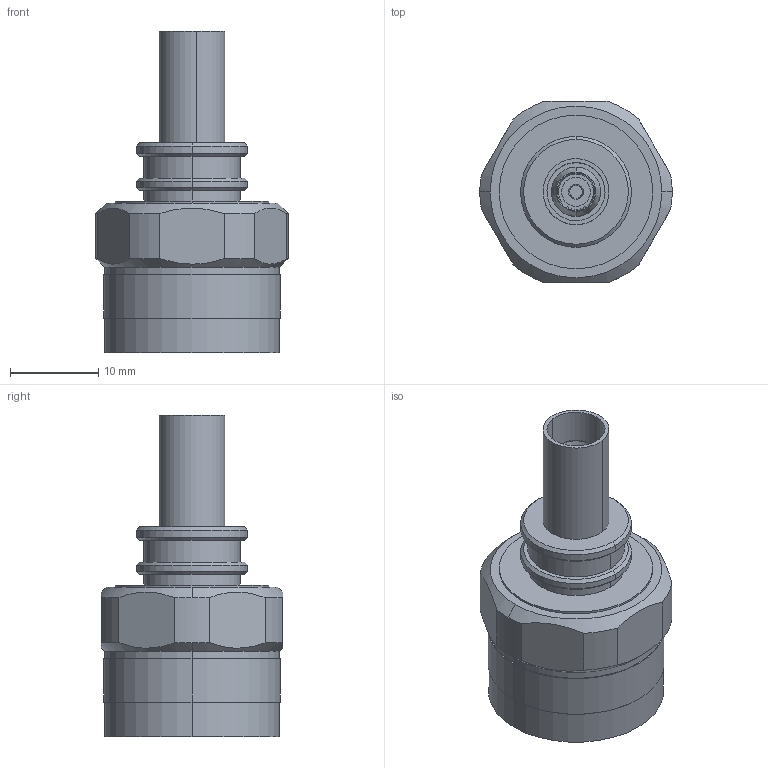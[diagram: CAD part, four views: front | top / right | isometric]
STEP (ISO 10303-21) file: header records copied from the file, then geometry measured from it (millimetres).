
FILE_DESCRIPTION (( 'STEP AP203' ), '1' );
FILE_NAME ('3190-2893(EZ-240-NMH-X).STEP', '2017-07-04T03:14:24', ( '' ), ( '' ), 'SwSTEP 2.0', 'SolidWorks 2017', '' );
FILE_SCHEMA (( 'CONFIG_CONTROL_DESIGN' ));
Length unit declared in the file: millimetre
Products named in the file (1): 3190-2893(EZ-240-NMH-X)
Bounding box: 21.85 x 20.6 x 36.55 mm (x, y, z)
Volume: 4738.5 mm3; surface area: 4217.8 mm2
Topology: 1 solids, 1 shells, 145 faces, 339 edges, 216 vertices
Faces by surface type: cylinder 61, plane 52, cone 30, torus 2
Entity records: 4360 total; most frequent: CARTESIAN_POINT 841, DIRECTION 781, ORIENTED_EDGE 678, EDGE_CURVE 339, AXIS2_PLACEMENT_3D 316, VERTEX_POINT 216, CIRCLE 170, EDGE_LOOP 165
